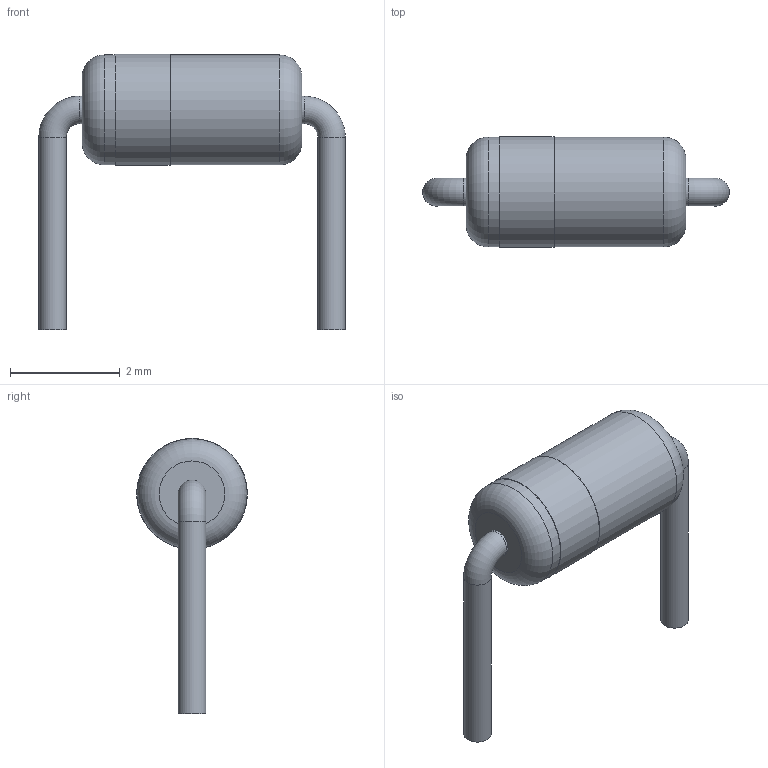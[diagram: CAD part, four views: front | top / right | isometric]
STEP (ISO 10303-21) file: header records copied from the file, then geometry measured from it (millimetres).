
FILE_DESCRIPTION( ( '' ), ' ' );
FILE_NAME( '5e9dbdf0491460157d8bb40d.step', '2020-04-20T15:21:21', ( '' ), ( '' ), ' ', ' ', ' ' );
FILE_SCHEMA( ( 'AUTOMOTIVE_DESIGN { 1 0 10303 214 1 1 1 1 }' ) );
Length unit declared in the file: metre
Products named in the file (1): D_DO-35_SOD27_P7.62mm_Horizontal
Bounding box: 5.58 x 2.02 x 5.01 mm (x, y, z)
Volume: 13.9 mm3; surface area: 42.9 mm2
Topology: 1 solids, 1 shells, 17 faces, 29 edges, 18 vertices
Faces by surface type: cylinder 7, plane 6, torus 4
Full cylindrical faces by diameter (mm): 0.5 x4, 2 x2, 2.02 x1
Entity records: 486 total; most frequent: DIRECTION 68, CARTESIAN_POINT 50, AXIS2_PLACEMENT_3D 34, EDGE_LOOP 32, ORIENTED_EDGE 32, FACE_OUTER_BOUND 28, STYLED_ITEM 17, PRESENTATION_STYLE_ASSIGNMENT 17
